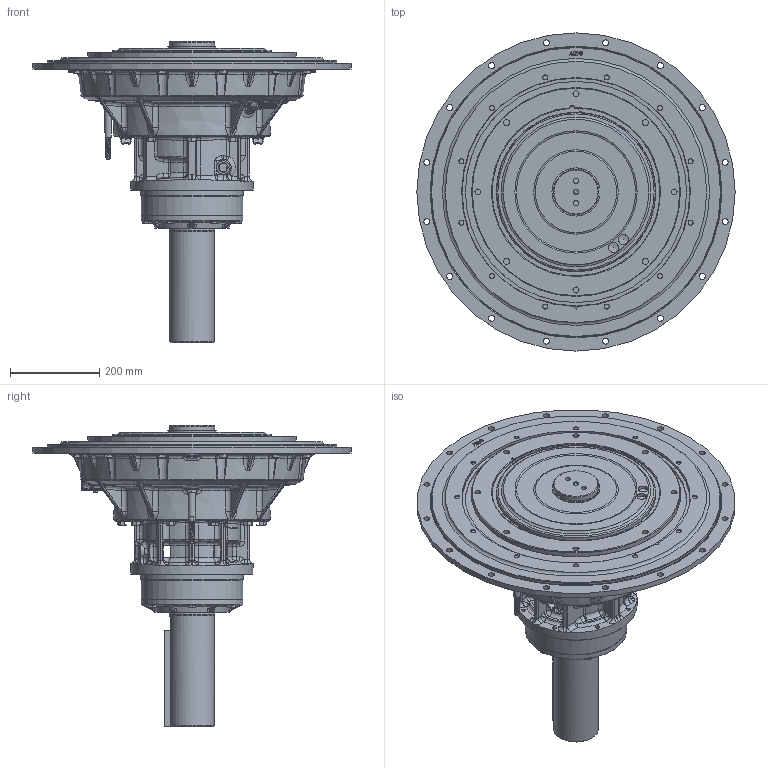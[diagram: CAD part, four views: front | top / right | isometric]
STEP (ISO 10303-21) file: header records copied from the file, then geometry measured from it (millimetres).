
FILE_DESCRIPTION (( 'STEP AP214' ), '1' );
FILE_NAME ('1029135B.step', '2021-05-25T21:03:58', ( 'TDI' ), ( 'Twin Disc Inc' ), 'SwSTEP 2.0', 'SolidWorks 2019', '' );
FILE_SCHEMA (( 'AUTOMOTIVE_DESIGN' ));
Length unit declared in the file: inch
Products named in the file (1): 1029135B
Bounding box: 711.2 x 711.2 x 673.2 mm (x, y, z)
Surface area: 2428738.4 mm2 (no closed solid volume)
Topology: 0 solids, 93 shells, 2061 faces, 5905 edges, 3807 vertices
Faces by surface type: bspline 663, plane 590, cylinder 367, torus 216, sphere 127, cone 98
Full cylindrical faces by diameter (mm): 4.75 x2, 8 x12, 8.5 x14, 10.797 x1, 11.112 x12, 12 x3, 13.494 x8, 13.495 x16, 15.71 x3, 15.875 x2, 19.05 x2, 20 x2, 22.225 x2, 25.4 x1, 30.175 x3, 100 x1, 101.6 x1, 227 x1, 227.5 x1, 228.57 x1, 273 x1, 276 x1, 278 x1, 346.913 x1, 356.743 x1, 466.661 x1, 511.175 x1, 561.848 x1, 647.649 x1, 647.954 x1
Entity records: 131550 total; most frequent: CARTESIAN_POINT 58808, ORIENTED_EDGE 9635, DIRECTION 8337, EDGE_CURVE 5668, VERTEX_POINT 3716, AXIS2_PLACEMENT_3D 3364, EDGE_LOOP 2397, FACE_OUTER_BOUND 2150
